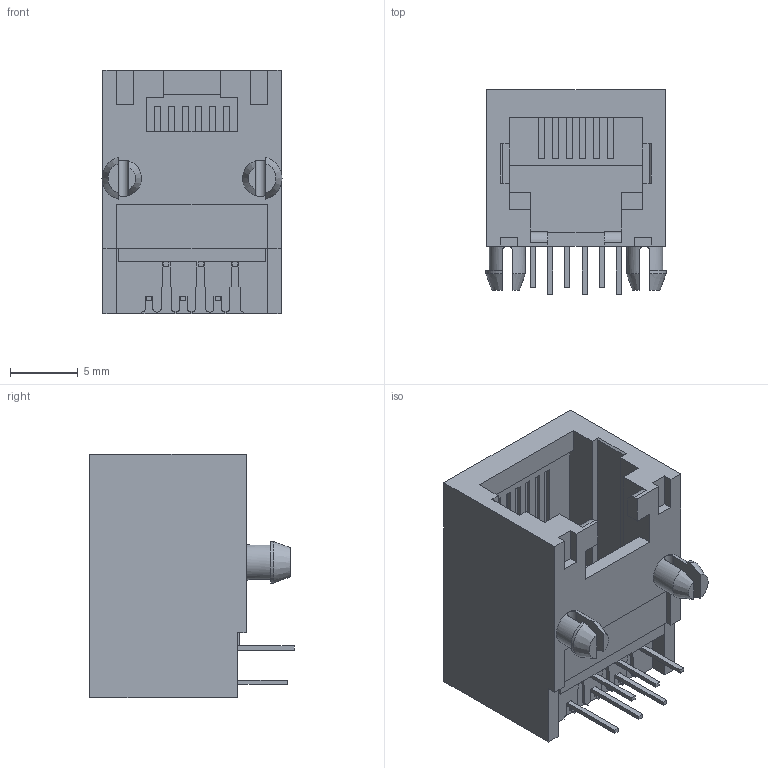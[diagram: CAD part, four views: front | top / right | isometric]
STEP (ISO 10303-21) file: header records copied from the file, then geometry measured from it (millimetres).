
FILE_DESCRIPTION (( 'STEP AP214' ), '1' );
FILE_NAME ('A3AA663F-F532-4B02-ADAB-D0D76A567201.STEP', '2023-07-09T15:39:20', ( '' ), ( '' ), 'SwSTEP 2.0', 'SolidWorks 2022', '' );
FILE_SCHEMA (( 'AUTOMOTIVE_DESIGN' ));
Length unit declared in the file: inch
Products named in the file (1): A3AA663F-F532-4B02-ADAB-D0D76A567201
Bounding box: 13.34 x 15.14 x 18.03 mm (x, y, z)
Volume: 1673.1 mm3; surface area: 1826.7 mm2
Topology: 1 solids, 1 shells, 222 faces, 634 edges, 416 vertices
Faces by surface type: plane 196, cylinder 22, cone 4
Entity records: 7720 total; most frequent: CARTESIAN_POINT 1337, ORIENTED_EDGE 1268, DIRECTION 1108, EDGE_CURVE 634, VECTOR 574, LINE 574, VERTEX_POINT 416, AXIS2_PLACEMENT_3D 267
